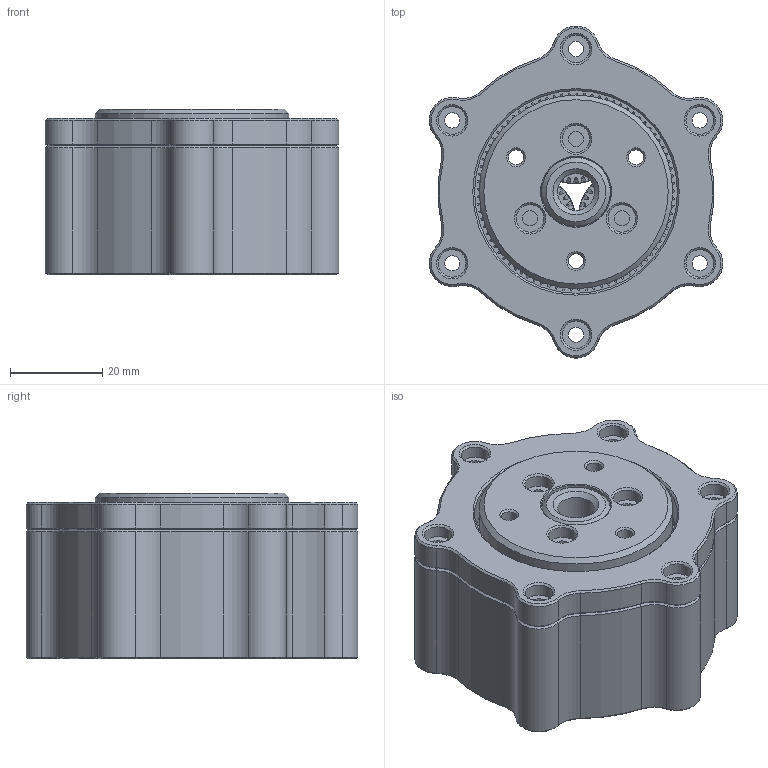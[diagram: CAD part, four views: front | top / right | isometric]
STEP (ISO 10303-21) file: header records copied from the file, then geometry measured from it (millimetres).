
FILE_DESCRIPTION(/* description */ (''),/* implementation_level */ '2;1');
FILE_NAME(/* name */ '',/* time_stamp */ '2025-11-01T20:30:03+09:00',/* author */ (''),/* organization */ (''),/* preprocessor_version */ 'ST-DEVELOPER v20.1',/* originating_system */ 'Autodesk Translation Framework v14.17.0.0',/* authorisation */ '');
FILE_SCHEMA (('AUTOMOTIVE_DESIGN { 1 0 10303 214 3 1 1 }'));
Products named in the file (9): 減速比10ギアヘッド; リングギヤ_z81_m0.5_α20_β1
2 ; ピニオン1_z36_m0.5_α20_β1
2 ; ピニオン2_z36_m0.5_α20_β1
2 ; ピニオン3_z36_m0.5_α20_β1
2 ; 下部キャリア; 上部キャリア; 外輪蓋; 内輪蓋
Assembly tree (8 placements, depth 2):
  減速比10ギアヘッド
    リングギヤ_z81_m0.5_α20_β1
2 
    ピニオン1_z36_m0.5_α20_β1
2 
    ピニオン2_z36_m0.5_α20_β1
2 
    ピニオン3_z36_m0.5_α20_β1
2 
    下部キャリア
    上部キャリア
    外輪蓋
    内輪蓋
Bounding box: 63.68 x 71.97 x 36 mm (x, y, z)
Volume: 79548.5 mm3; surface area: 46457.7 mm2
Topology: 8 solids, 8 shells, 1484 faces, 4202 edges, 2754 vertices
Faces by surface type: bspline 1107, cylinder 198, cone 137, plane 42
Full cylindrical faces by diameter (mm): 3.3 x18, 4 x15, 6 x9, 8 x8, 8.1 x3, 10 x3, 10.3 x3, 14.903 x1, 15 x2, 35 x1, 39.5 x2, 42 x1, 44 x1, 50 x1, 55.3 x1
Entity records: 79447 total; most frequent: CARTESIAN_POINT 50172, ORIENTED_EDGE 8404, EDGE_CURVE 4202, B_SPLINE_CURVE_WITH_KNOTS 3402, VERTEX_POINT 2754, DIRECTION 2134, EDGE_LOOP 1586, FACE_OUTER_BOUND 1484
